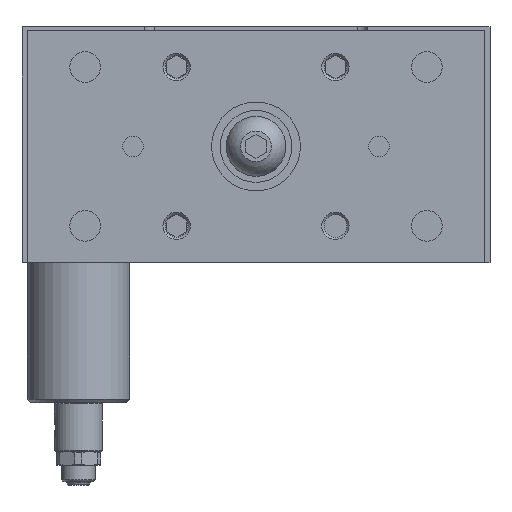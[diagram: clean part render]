
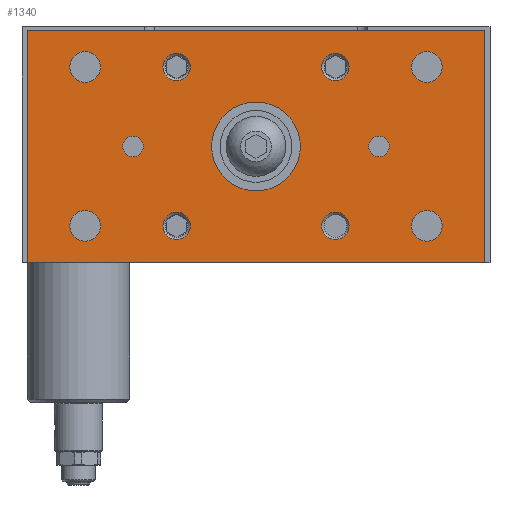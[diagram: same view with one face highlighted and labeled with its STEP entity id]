
A CAD part, left-side view. The second image highlights one B-rep face of the part: STEP entity #1340.
In plain terms, the highlighted planar face has unit normal (-1, 0, 0).
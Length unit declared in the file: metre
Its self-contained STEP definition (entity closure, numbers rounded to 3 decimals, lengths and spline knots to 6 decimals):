
#1340 = ADVANCED_FACE( '', ( #2998, #2999, #3000, #3001, #3002, #3003, #3004, #3005, #3006, #3007, #3008, #3009 ), #3010, .T. );
#2998 = FACE_OUTER_BOUND( '', #4744, .T. );
#2999 = FACE_BOUND( '', #4745, .T. );
#3000 = FACE_BOUND( '', #4746, .T. );
#3001 = FACE_BOUND( '', #4747, .T. );
#3002 = FACE_BOUND( '', #4748, .T. );
#3003 = FACE_BOUND( '', #4749, .T. );
#3004 = FACE_BOUND( '', #4750, .T. );
#3005 = FACE_BOUND( '', #4751, .T. );
#3006 = FACE_BOUND( '', #4752, .T. );
#3007 = FACE_BOUND( '', #4753, .T. );
#3008 = FACE_BOUND( '', #4754, .T. );
#3009 = FACE_BOUND( '', #4755, .T. );
#3010 = PLANE( '', #4756 );
#4744 = EDGE_LOOP( '', ( #8026, #8027, #8028, #8029 ) );
#4745 = EDGE_LOOP( '', ( #8030 ) );
#4746 = EDGE_LOOP( '', ( #8031 ) );
#4747 = EDGE_LOOP( '', ( #8032 ) );
#4748 = EDGE_LOOP( '', ( #8033 ) );
#4749 = EDGE_LOOP( '', ( #8034 ) );
#4750 = EDGE_LOOP( '', ( #8035 ) );
#4751 = EDGE_LOOP( '', ( #8036 ) );
#4752 = EDGE_LOOP( '', ( #8037 ) );
#4753 = EDGE_LOOP( '', ( #8038 ) );
#4754 = EDGE_LOOP( '', ( #8039 ) );
#4755 = EDGE_LOOP( '', ( #8040 ) );
#4756 = AXIS2_PLACEMENT_3D( '', #8041, #8042, #8043 );
#8026 = ORIENTED_EDGE( '', *, *, #8717, .T. );
#8027 = ORIENTED_EDGE( '', *, *, #9351, .T. );
#8028 = ORIENTED_EDGE( '', *, *, #9619, .T. );
#8029 = ORIENTED_EDGE( '', *, *, #8828, .T. );
#8030 = ORIENTED_EDGE( '', *, *, #9606, .T. );
#8031 = ORIENTED_EDGE( '', *, *, #9620, .F. );
#8032 = ORIENTED_EDGE( '', *, *, #9621, .F. );
#8033 = ORIENTED_EDGE( '', *, *, #9567, .T. );
#8034 = ORIENTED_EDGE( '', *, *, #9153, .T. );
#8035 = ORIENTED_EDGE( '', *, *, #9608, .F. );
#8036 = ORIENTED_EDGE( '', *, *, #9165, .T. );
#8037 = ORIENTED_EDGE( '', *, *, #9321, .F. );
#8038 = ORIENTED_EDGE( '', *, *, #9198, .F. );
#8039 = ORIENTED_EDGE( '', *, *, #9483, .T. );
#8040 = ORIENTED_EDGE( '', *, *, #9622, .T. );
#8041 = CARTESIAN_POINT( '', ( -0.027, -0.067, -0.001 ) );
#8042 = DIRECTION( '', ( -1., 0., 0. ) );
#8043 = DIRECTION( '', ( 0., 0., 1. ) );
#8717 = EDGE_CURVE( '', #10209, #10207, #10210, .T. );
#8828 = EDGE_CURVE( '', #10381, #10209, #10382, .T. );
#9153 = EDGE_CURVE( '', #10879, #10879, #10880, .T. );
#9165 = EDGE_CURVE( '', #10898, #10898, #10899, .T. );
#9198 = EDGE_CURVE( '', #10943, #10943, #10944, .T. );
#9321 = EDGE_CURVE( '', #11116, #11116, #11117, .T. );
#9351 = EDGE_CURVE( '', #10207, #11157, #11159, .T. );
#9483 = EDGE_CURVE( '', #11324, #11324, #11325, .T. );
#9567 = EDGE_CURVE( '', #11420, #11420, #11421, .T. );
#9606 = EDGE_CURVE( '', #11461, #11461, #11462, .T. );
#9608 = EDGE_CURVE( '', #11464, #11464, #11465, .T. );
#9619 = EDGE_CURVE( '', #11157, #10381, #11477, .T. );
#9620 = EDGE_CURVE( '', #11478, #11478, #11479, .T. );
#9621 = EDGE_CURVE( '', #11480, #11480, #11481, .T. );
#9622 = EDGE_CURVE( '', #11482, #11482, #11483, .T. );
#10207 = VERTEX_POINT( '', #12491 );
#10209 = VERTEX_POINT( '', #12494 );
#10210 = LINE( '', #12495, #12496 );
#10381 = VERTEX_POINT( '', #12986 );
#10382 = LINE( '', #12987, #12988 );
#10879 = VERTEX_POINT( '', #13704 );
#10880 = CIRCLE( '', #13705, 0.003 );
#10898 = VERTEX_POINT( '', #13781 );
#10899 = CIRCLE( '', #13782, 0.004 );
#10943 = VERTEX_POINT( '', #13842 );
#10944 = CIRCLE( '', #13843, 0.004 );
#11116 = VERTEX_POINT( '', #14075 );
#11117 = CIRCLE( '', #14076, 0.004 );
#11157 = VERTEX_POINT( '', #14171 );
#11159 = LINE( '', #14174, #14175 );
#11324 = VERTEX_POINT( '', #14454 );
#11325 = CIRCLE( '', #14455, 0.004 );
#11420 = VERTEX_POINT( '', #14571 );
#11421 = CIRCLE( '', #14572, 0.0045 );
#11461 = VERTEX_POINT( '', #14614 );
#11462 = CIRCLE( '', #14615, 0.0045 );
#11464 = VERTEX_POINT( '', #14617 );
#11465 = CIRCLE( '', #14618, 0.003 );
#11477 = LINE( '', #14633, #14634 );
#11478 = VERTEX_POINT( '', #14635 );
#11479 = CIRCLE( '', #14636, 0.0045 );
#11480 = VERTEX_POINT( '', #14637 );
#11481 = CIRCLE( '', #14638, 0.0045 );
#11482 = VERTEX_POINT( '', #14639 );
#11483 = CIRCLE( '', #14640, 0.013 );
#12491 = CARTESIAN_POINT( '', ( -0.027, -0.067, -0.001 ) );
#12494 = CARTESIAN_POINT( '', ( -0.027, -0.067, -0.069 ) );
#12495 = CARTESIAN_POINT( '', ( -0.027, -0.067, -0.069 ) );
#12496 = VECTOR( '', #15147, 1. );
#12986 = CARTESIAN_POINT( '', ( -0.027, 0.067, -0.069 ) );
#12987 = CARTESIAN_POINT( '', ( -0.027, 0.067, -0.069 ) );
#12988 = VECTOR( '', #15298, 1. );
#13704 = CARTESIAN_POINT( '', ( -0.027, 0.039, -0.035 ) );
#13705 = AXIS2_PLACEMENT_3D( '', #15718, #15719, #15720 );
#13781 = CARTESIAN_POINT( '', ( -0.027, 0.02725, -0.01175 ) );
#13782 = AXIS2_PLACEMENT_3D( '', #15733, #15734, #15735 );
#13842 = CARTESIAN_POINT( '', ( -0.027, 0.02725, -0.05825 ) );
#13843 = AXIS2_PLACEMENT_3D( '', #15764, #15765, #15766 );
#14075 = CARTESIAN_POINT( '', ( -0.027, -0.02725, -0.01175 ) );
#14076 = AXIS2_PLACEMENT_3D( '', #15926, #15927, #15928 );
#14171 = CARTESIAN_POINT( '', ( -0.027, 0.067, -0.001 ) );
#14174 = CARTESIAN_POINT( '', ( -0.027, -0.067, -0.001 ) );
#14175 = VECTOR( '', #15964, 1. );
#14454 = CARTESIAN_POINT( '', ( -0.027, -0.02725, -0.05825 ) );
#14455 = AXIS2_PLACEMENT_3D( '', #16088, #16089, #16090 );
#14571 = CARTESIAN_POINT( '', ( -0.027, -0.0455, -0.05825 ) );
#14572 = AXIS2_PLACEMENT_3D( '', #16145, #16146, #16147 );
#14614 = CARTESIAN_POINT( '', ( -0.027, 0.0455, -0.01175 ) );
#14615 = AXIS2_PLACEMENT_3D( '', #16174, #16175, #16176 );
#14617 = CARTESIAN_POINT( '', ( -0.027, -0.039, -0.035 ) );
#14618 = AXIS2_PLACEMENT_3D( '', #16177, #16178, #16179 );
#14633 = CARTESIAN_POINT( '', ( -0.027, 0.067, -0.001 ) );
#14634 = VECTOR( '', #16183, 1. );
#14635 = CARTESIAN_POINT( '', ( -0.027, -0.0455, -0.01175 ) );
#14636 = AXIS2_PLACEMENT_3D( '', #16184, #16185, #16186 );
#14637 = CARTESIAN_POINT( '', ( -0.027, 0.0455, -0.05825 ) );
#14638 = AXIS2_PLACEMENT_3D( '', #16187, #16188, #16189 );
#14639 = CARTESIAN_POINT( '', ( -0.027, 0.013, -0.035 ) );
#14640 = AXIS2_PLACEMENT_3D( '', #16190, #16191, #16192 );
#15147 = DIRECTION( '', ( 0., 0., 1. ) );
#15298 = DIRECTION( '', ( 0., -1., 0. ) );
#15718 = CARTESIAN_POINT( '', ( -0.027, 0.036, -0.035 ) );
#15719 = DIRECTION( '', ( 1., 0., 0. ) );
#15720 = DIRECTION( '', ( 0., 1., 0. ) );
#15733 = CARTESIAN_POINT( '', ( -0.027, 0.02325, -0.01175 ) );
#15734 = DIRECTION( '', ( 1., 0., 0. ) );
#15735 = DIRECTION( '', ( 0., 1., 0. ) );
#15764 = CARTESIAN_POINT( '', ( -0.027, 0.02325, -0.05825 ) );
#15765 = DIRECTION( '', ( -1., 0., 0. ) );
#15766 = DIRECTION( '', ( 0., 1., 0. ) );
#15926 = CARTESIAN_POINT( '', ( -0.027, -0.02325, -0.01175 ) );
#15927 = DIRECTION( '', ( -1., 0., 0. ) );
#15928 = DIRECTION( '', ( 0., -1., 0. ) );
#15964 = DIRECTION( '', ( 0., 1., 0. ) );
#16088 = CARTESIAN_POINT( '', ( -0.027, -0.02325, -0.05825 ) );
#16089 = DIRECTION( '', ( 1., 0., 0. ) );
#16090 = DIRECTION( '', ( 0., -1., 0. ) );
#16145 = CARTESIAN_POINT( '', ( -0.027, -0.05, -0.05825 ) );
#16146 = DIRECTION( '', ( 1., 0., 0. ) );
#16147 = DIRECTION( '', ( 0., 1., 0. ) );
#16174 = CARTESIAN_POINT( '', ( -0.027, 0.05, -0.01175 ) );
#16175 = DIRECTION( '', ( 1., 0., 0. ) );
#16176 = DIRECTION( '', ( 0., -1., 0. ) );
#16177 = CARTESIAN_POINT( '', ( -0.027, -0.036, -0.035 ) );
#16178 = DIRECTION( '', ( -1., 0., 0. ) );
#16179 = DIRECTION( '', ( 0., -1., 0. ) );
#16183 = DIRECTION( '', ( 0., 0., -1. ) );
#16184 = CARTESIAN_POINT( '', ( -0.027, -0.05, -0.01175 ) );
#16185 = DIRECTION( '', ( -1., 0., 0. ) );
#16186 = DIRECTION( '', ( 0., 1., 0. ) );
#16187 = CARTESIAN_POINT( '', ( -0.027, 0.05, -0.05825 ) );
#16188 = DIRECTION( '', ( -1., 0., 0. ) );
#16189 = DIRECTION( '', ( 0., -1., 0. ) );
#16190 = CARTESIAN_POINT( '', ( -0.027, 0., -0.035 ) );
#16191 = DIRECTION( '', ( 1., 0., 0. ) );
#16192 = DIRECTION( '', ( 0., 1., 0. ) );
